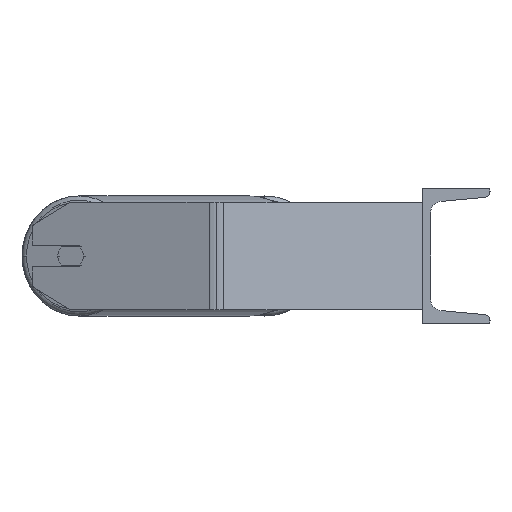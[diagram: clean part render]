
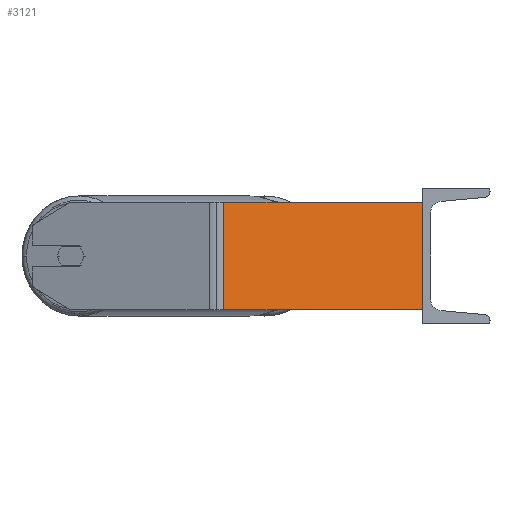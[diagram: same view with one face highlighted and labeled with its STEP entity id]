
A CAD part, left-side view. The second image highlights one B-rep face of the part: STEP entity #3121.
In plain terms, the highlighted planar face has unit normal (-0.94, -0.342, 0).
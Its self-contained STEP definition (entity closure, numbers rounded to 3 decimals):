
#18 = DIRECTION ( 'NONE',  ( 0., 0., -1. ) ) ;
#200 = VECTOR ( 'NONE', #6914, 1000. ) ;
#661 = LINE ( 'NONE', #6369, #5045 ) ;
#731 = ORIENTED_EDGE ( 'NONE', *, *, #6447, .F. ) ;
#1124 = VERTEX_POINT ( 'NONE', #8502 ) ;
#1203 = FACE_OUTER_BOUND ( 'NONE', #5671, .T. ) ;
#1538 = LINE ( 'NONE', #6441, #4626 ) ;
#1808 = CARTESIAN_POINT ( 'NONE',  ( -638.555, 147.141, 40. ) ) ;
#2025 = PLANE ( 'NONE',  #7820 ) ;
#2188 = ORIENTED_EDGE ( 'NONE', *, *, #2604, .F. ) ;
#2604 = EDGE_CURVE ( 'NONE', #1124, #5952, #661, .T. ) ;
#2849 = CARTESIAN_POINT ( 'NONE',  ( -585., 0., -40. ) ) ;
#3121 = ADVANCED_FACE ( 'NONE', ( #1203 ), #2025, .F. ) ;
#3395 = ORIENTED_EDGE ( 'NONE', *, *, #7216, .T. ) ;
#4035 = CARTESIAN_POINT ( 'NONE',  ( -640.547, 152.614, 40. ) ) ;
#4626 = VECTOR ( 'NONE', #5824, 1000. ) ;
#4663 = VERTEX_POINT ( 'NONE', #1808 ) ;
#4917 = CARTESIAN_POINT ( 'NONE',  ( -640.547, 152.614, -40. ) ) ;
#5045 = VECTOR ( 'NONE', #18, 1000. ) ;
#5229 = VERTEX_POINT ( 'NONE', #7161 ) ;
#5649 = LINE ( 'NONE', #7572, #200 ) ;
#5671 = EDGE_LOOP ( 'NONE', ( #3395, #2188, #731, #6995 ) ) ;
#5824 = DIRECTION ( 'NONE',  ( 0., 0., -1. ) ) ;
#5952 = VERTEX_POINT ( 'NONE', #2849 ) ;
#6228 = DIRECTION ( 'NONE',  ( 0.94, 0.342, 0. ) ) ;
#6369 = CARTESIAN_POINT ( 'NONE',  ( -585., 0., 40. ) ) ;
#6441 = CARTESIAN_POINT ( 'NONE',  ( -638.555, 147.141, 40. ) ) ;
#6447 = EDGE_CURVE ( 'NONE', #4663, #1124, #5649, .T. ) ;
#6914 = DIRECTION ( 'NONE',  ( 0.342, -0.94, 0. ) ) ;
#6995 = ORIENTED_EDGE ( 'NONE', *, *, #8218, .T. ) ;
#7161 = CARTESIAN_POINT ( 'NONE',  ( -638.555, 147.141, -40. ) ) ;
#7216 = EDGE_CURVE ( 'NONE', #5229, #5952, #9080, .T. ) ;
#7572 = CARTESIAN_POINT ( 'NONE',  ( -640.547, 152.614, 40. ) ) ;
#7607 = VECTOR ( 'NONE', #9036, 1000. ) ;
#7662 = DIRECTION ( 'NONE',  ( -0.342, 0.94, 0. ) ) ;
#7820 = AXIS2_PLACEMENT_3D ( 'NONE', #4035, #6228, #7662 ) ;
#8218 = EDGE_CURVE ( 'NONE', #4663, #5229, #1538, .T. ) ;
#8502 = CARTESIAN_POINT ( 'NONE',  ( -585., 0., 40. ) ) ;
#9036 = DIRECTION ( 'NONE',  ( 0.342, -0.94, 0. ) ) ;
#9080 = LINE ( 'NONE', #4917, #7607 ) ;
